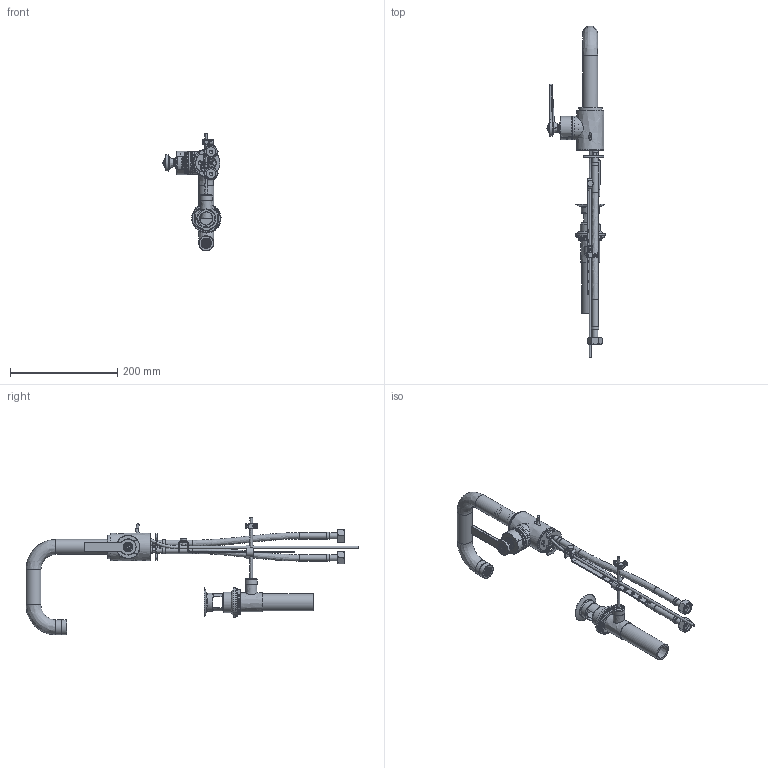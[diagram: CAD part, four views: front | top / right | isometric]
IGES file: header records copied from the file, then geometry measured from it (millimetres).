
Global section: file name: V7KA09-LF-RH; native system: Autodesk Inventor 2018; preprocessor: unknown; author: aduggalther; date: 20180208.094823; units: millimetre
Bounding box: 108.32 x 619.75 x 219.62 mm (x, y, z)
Volume: 496486.5 mm3; surface area: 257469.4 mm2
Topology: 41 solids, 43 shells, 2523 faces, 6553 edges, 4229 vertices
Faces by surface type: bspline 2523
